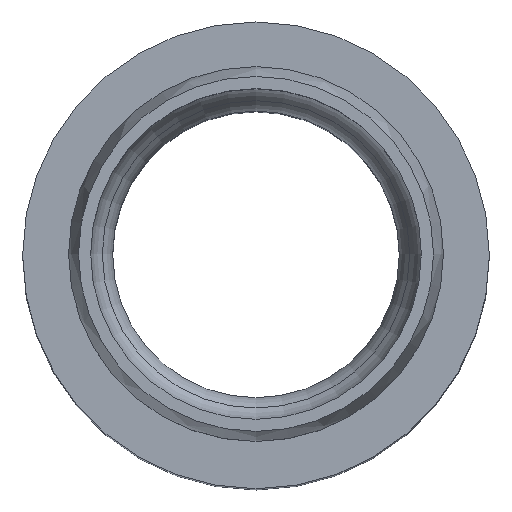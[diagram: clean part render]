
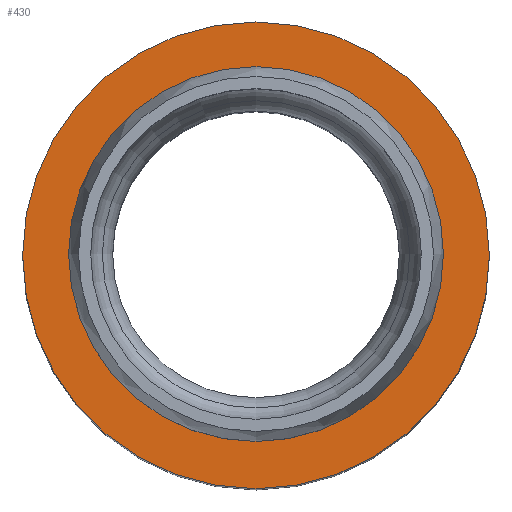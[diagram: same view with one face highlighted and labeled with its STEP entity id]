
A CAD part, top view. The second image highlights one B-rep face of the part: STEP entity #430.
In plain terms, the highlighted planar face has unit normal (0, 0, 1).
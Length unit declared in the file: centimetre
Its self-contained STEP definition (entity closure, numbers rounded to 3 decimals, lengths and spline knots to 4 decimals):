
#29=FACE_BOUND('',#117,.T.);
#33=PLANE('',#506);
#88=FACE_OUTER_BOUND('',#116,.T.);
#116=EDGE_LOOP('',(#391));
#117=EDGE_LOOP('',(#392));
#169=CIRCLE('',#504,22.95);
#171=CIRCLE('',#507,31.75);
#209=VERTEX_POINT('',#897);
#211=VERTEX_POINT('',#903);
#269=EDGE_CURVE('',#209,#209,#169,.T.);
#272=EDGE_CURVE('',#211,#211,#171,.T.);
#391=ORIENTED_EDGE('',*,*,#272,.F.);
#392=ORIENTED_EDGE('',*,*,#269,.T.);
#430=ADVANCED_FACE('',(#88,#29),#33,.T.);
#504=AXIS2_PLACEMENT_3D('',#898,#658,#659);
#506=AXIS2_PLACEMENT_3D('',#902,#663,#664);
#507=AXIS2_PLACEMENT_3D('',#904,#665,#666);
#658=DIRECTION('center_axis',(0.,0.,-1.));
#659=DIRECTION('ref_axis',(-1.,0.,0.));
#663=DIRECTION('center_axis',(0.,0.,1.));
#664=DIRECTION('ref_axis',(1.,0.,0.));
#665=DIRECTION('center_axis',(0.,0.,-1.));
#666=DIRECTION('ref_axis',(1.,0.,0.));
#897=CARTESIAN_POINT('',(152.7473,97.1939,-160.0351));
#898=CARTESIAN_POINT('Origin',(129.7973,97.1939,-160.0351));
#902=CARTESIAN_POINT('Origin',(98.0473,97.1939,-160.0351));
#903=CARTESIAN_POINT('',(161.5473,97.1939,-160.0351));
#904=CARTESIAN_POINT('Origin',(129.7973,97.1939,-160.0351));
